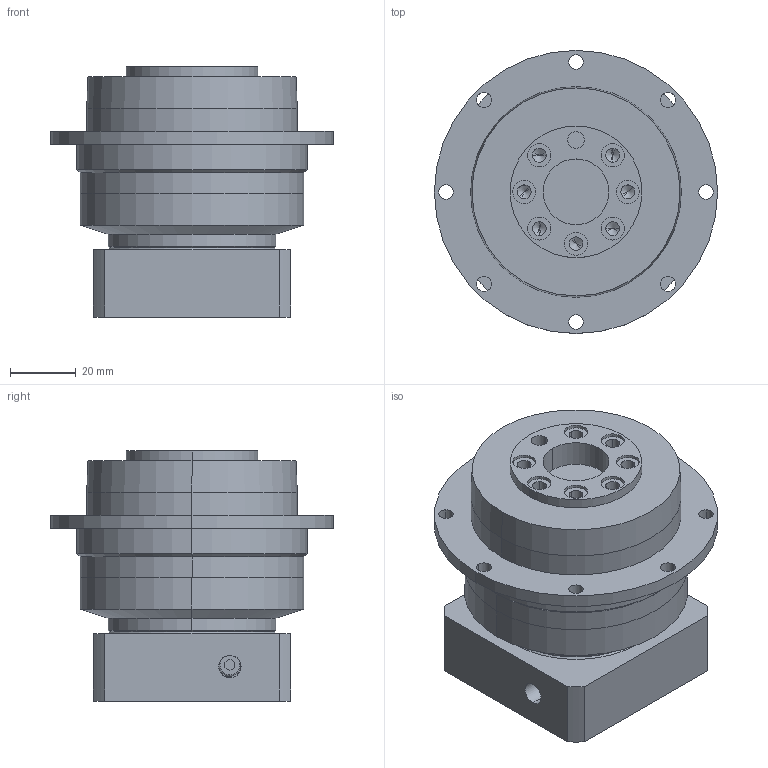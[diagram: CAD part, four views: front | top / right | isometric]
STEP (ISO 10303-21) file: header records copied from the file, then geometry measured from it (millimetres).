
FILE_DESCRIPTION (( 'STEP AP203' ), '1' );
FILE_NAME ('GPD064-L1-(14-50-70-M4).STEP', '2022-05-25T02:31:11', ( '微软用户' ), ( '微软中国' ), 'SwSTEP 2.0', 'SolidWorks 2018', '' );
FILE_SCHEMA (( 'CONFIG_CONTROL_DESIGN' ));
Length unit declared in the file: millimetre
Products named in the file (1): GPD064-L1-(14-50-70-M4)
Bounding box: 86 x 86 x 76 mm (x, y, z)
Volume: 228590.3 mm3; surface area: 48584 mm2
Topology: 2 solids, 2 shells, 314 faces, 770 edges, 481 vertices
Faces by surface type: cylinder 144, plane 120, cone 34, torus 16
Entity records: 9565 total; most frequent: CARTESIAN_POINT 1852, DIRECTION 1722, ORIENTED_EDGE 1496, EDGE_CURVE 748, AXIS2_PLACEMENT_3D 677, VERTEX_POINT 481, EDGE_LOOP 381, VECTOR 368
